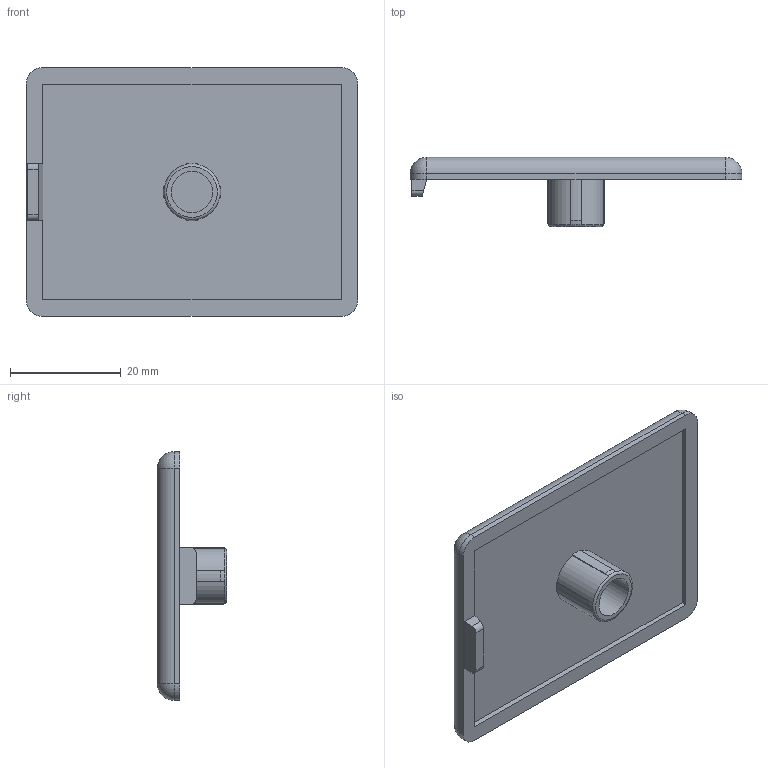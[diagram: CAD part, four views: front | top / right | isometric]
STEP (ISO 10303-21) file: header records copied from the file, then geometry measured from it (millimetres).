
FILE_DESCRIPTION(/* description */ (''),/* implementation_level */ '2;1');
FILE_NAME(/* name */ '1008308.stp',/* time_stamp */ '2024-07-23T14:37:09+02:00',/* author */ ('Bo'),/* organization */ (''),/* preprocessor_version */ 'ST-DEVELOPER v20',/* originating_system */ 'Autodesk Inventor 2025',/* authorisation */ ' ');
FILE_SCHEMA (('AUTOMOTIVE_DESIGN { 1 0 10303 214 3 1 1 }'));
Length unit declared in the file: millimetre
Products named in the file (1): 1008308
Bounding box: 60 x 12.5 x 45 mm (x, y, z)
Volume: 8696.4 mm3; surface area: 6716.8 mm2
Topology: 1 solids, 1 shells, 54 faces, 137 edges, 84 vertices
Faces by surface type: plane 26, cylinder 19, sphere 4, cone 4, torus 1
Full cylindrical faces by diameter (mm): 7.5 x1
Entity records: 1658 total; most frequent: CARTESIAN_POINT 296, DIRECTION 288, ORIENTED_EDGE 266, EDGE_CURVE 133, AXIS2_PLACEMENT_3D 108, VERTEX_POINT 84, LINE 72, VECTOR 72
